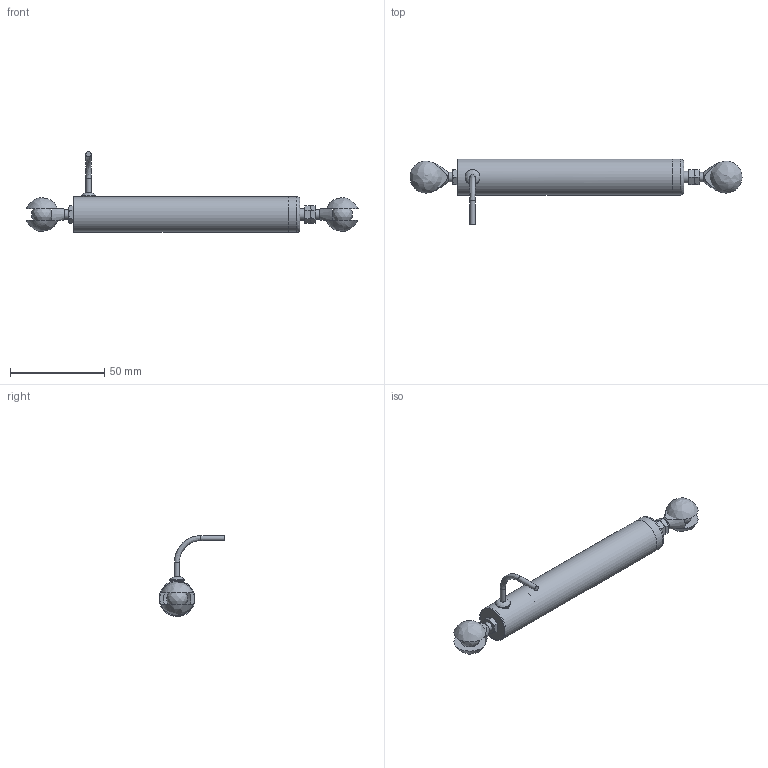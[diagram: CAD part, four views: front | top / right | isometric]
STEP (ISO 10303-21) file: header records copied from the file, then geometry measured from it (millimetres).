
FILE_DESCRIPTION (( 'STEP AP214' ), '1' );
FILE_NAME ('LRE19-050R-00-10A.STEP', '2020-04-14T16:18:12', ( '' ), ( '' ), 'SwSTEP 2.0', 'SolidWorks 2019', '' );
FILE_SCHEMA (( 'AUTOMOTIVE_DESIGN' ));
Length unit declared in the file: inch
Products named in the file (1): LRE19-050R-00-10A
Bounding box: 176.59 x 34.92 x 43.05 mm (x, y, z)
Volume: 17175.1 mm3; surface area: 23749.1 mm2
Topology: 13 solids, 13 shells, 163 faces, 334 edges, 211 vertices
Faces by surface type: plane 58, cone 48, cylinder 34, bspline 15, torus 8
Full cylindrical faces by diameter (mm): 2.769 x3, 4.2 x4, 4.775 x2, 4.915 x1, 5 x6, 5.537 x1, 5.613 x1, 5.664 x2, 6.236 x3, 7.785 x1, 15.748 x1, 15.85 x1, 15.875 x1, 16.51 x1, 17.78 x1, 18.034 x1, 18.415 x2, 19.05 x2
Entity records: 5021 total; most frequent: CARTESIAN_POINT 1969, DIRECTION 576, ORIENTED_EDGE 466, AXIS2_PLACEMENT_3D 276, EDGE_LOOP 268, EDGE_CURVE 233, FACE_OUTER_BOUND 208, VERTEX_POINT 181
